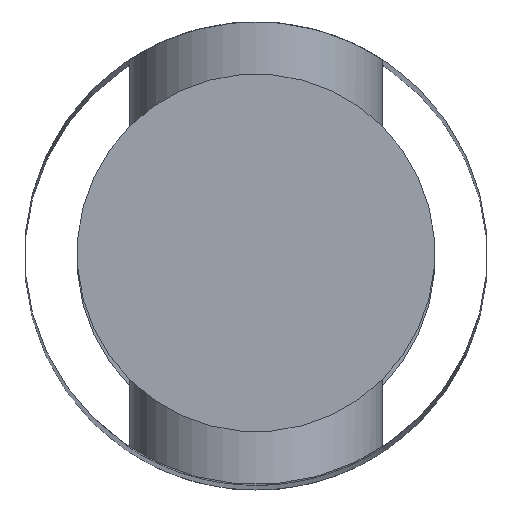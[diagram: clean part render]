
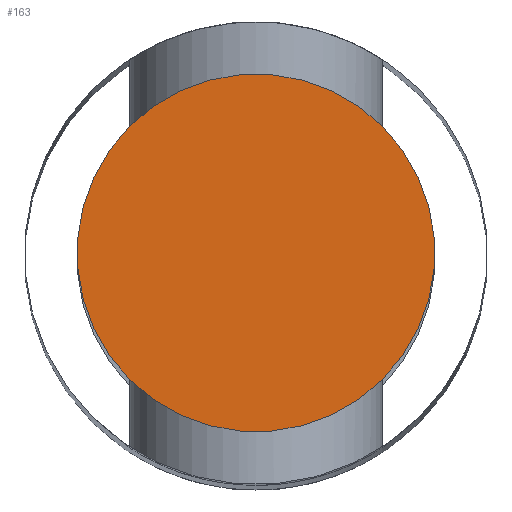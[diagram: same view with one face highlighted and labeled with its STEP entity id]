
A CAD part, top view. The second image highlights one B-rep face of the part: STEP entity #163.
In plain terms, the highlighted planar face has unit normal (0, 0, 1).
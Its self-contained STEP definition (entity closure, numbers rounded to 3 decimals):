
#16=PLANE('',#199);
#40=FACE_OUTER_BOUND('',#51,.T.);
#51=EDGE_LOOP('',(#140));
#69=CIRCLE('',#198,8.5);
#87=VERTEX_POINT('',#420);
#108=EDGE_CURVE('',#87,#87,#69,.T.);
#140=ORIENTED_EDGE('',*,*,#108,.F.);
#163=ADVANCED_FACE('',(#40),#16,.T.);
#198=AXIS2_PLACEMENT_3D('',#422,#225,#226);
#199=AXIS2_PLACEMENT_3D('',#423,#227,#228);
#225=DIRECTION('center_axis',(0.,0.,-1.));
#226=DIRECTION('ref_axis',(0.707,-0.707,0.));
#227=DIRECTION('center_axis',(0.,0.,1.));
#228=DIRECTION('ref_axis',(1.,0.,0.));
#420=CARTESIAN_POINT('',(-0.93,17.01,149.1));
#422=CARTESIAN_POINT('Origin',(5.081,11.,149.1));
#423=CARTESIAN_POINT('Origin',(-5.919,0.,149.1));
